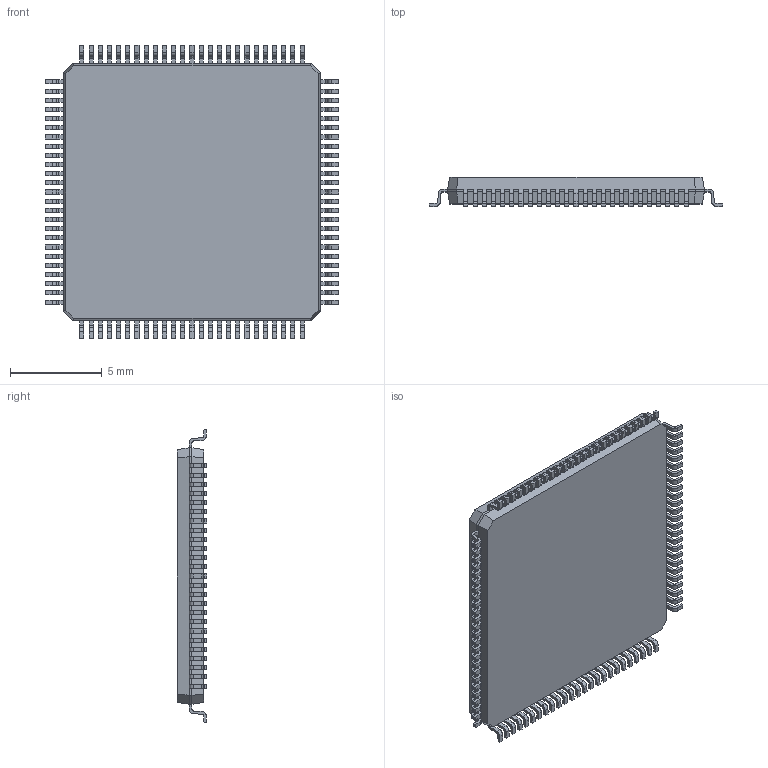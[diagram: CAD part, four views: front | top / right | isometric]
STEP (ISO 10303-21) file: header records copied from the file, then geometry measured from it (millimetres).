
FILE_DESCRIPTION (( 'STEP AP214' ), '1' );
FILE_NAME ('STM32F427VGT6.STEP', '2018-12-05T22:56:54', ( '' ), ( '' ), 'SwSTEP 2.0', 'SolidWorks 2017', '' );
FILE_SCHEMA (( 'AUTOMOTIVE_DESIGN' ));
Length unit declared in the file: millimetre
Products named in the file (1): STM32F427VGT6
Bounding box: 16 x 1.6 x 16 mm (x, y, z)
Volume: 284.5 mm3; surface area: 582.7 mm2
Topology: 101 solids, 101 shells, 1429 faces, 3662 edges, 2436 vertices
Faces by surface type: plane 1027, cylinder 402
Entity records: 44086 total; most frequent: CARTESIAN_POINT 7528, DIRECTION 7326, ORIENTED_EDGE 7324, EDGE_CURVE 3662, VECTOR 2858, LINE 2858, VERTEX_POINT 2436, AXIS2_PLACEMENT_3D 2234
